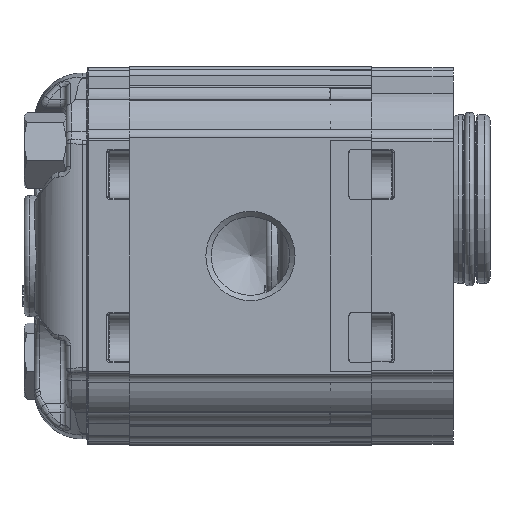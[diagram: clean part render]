
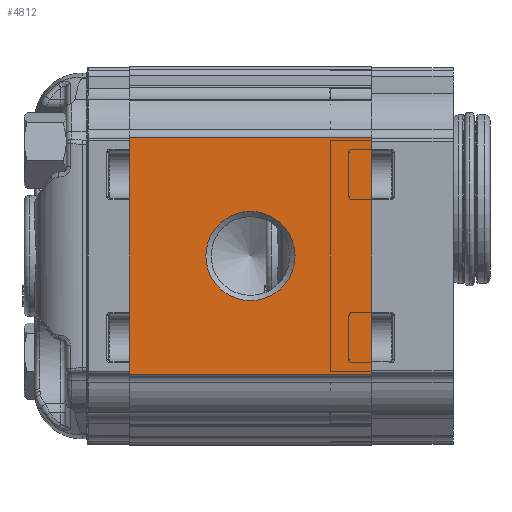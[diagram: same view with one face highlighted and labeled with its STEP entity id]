
A CAD part, left-side view. The second image highlights one B-rep face of the part: STEP entity #4812.
In plain terms, the highlighted planar face has unit normal (-1, 0, 0).
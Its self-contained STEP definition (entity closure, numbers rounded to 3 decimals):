
#4812 = ADVANCED_FACE( '', ( #10127, #10128 ), #10129, .T. );
#10127 = FACE_BOUND( '', #18931, .T. );
#10128 = FACE_OUTER_BOUND( '', #18932, .T. );
#10129 = PLANE( '', #18933 );
#18931 = EDGE_LOOP( '', ( #33589 ) );
#18932 = EDGE_LOOP( '', ( #33590, #33591, #33592, #33593 ) );
#18933 = AXIS2_PLACEMENT_3D( '', #33594, #33595, #33596 );
#33589 = ORIENTED_EDGE( '', *, *, #42773, .F. );
#33590 = ORIENTED_EDGE( '', *, *, #42136, .T. );
#33591 = ORIENTED_EDGE( '', *, *, #42774, .T. );
#33592 = ORIENTED_EDGE( '', *, *, #42564, .T. );
#33593 = ORIENTED_EDGE( '', *, *, #37255, .F. );
#33594 = CARTESIAN_POINT( '', ( -33., 126.409, 48.138 ) );
#33595 = DIRECTION( '', ( -1., 0., 0. ) );
#33596 = DIRECTION( '', ( 0., 0., 1. ) );
#37255 = EDGE_CURVE( '', #43939, #43941, #43942, .T. );
#42136 = EDGE_CURVE( '', #43939, #51205, #51206, .T. );
#42564 = EDGE_CURVE( '', #51701, #43941, #51702, .F. );
#42773 = EDGE_CURVE( '', #51943, #51943, #51944, .F. );
#42774 = EDGE_CURVE( '', #51205, #51701, #51945, .T. );
#43939 = VERTEX_POINT( '', #53463 );
#43941 = VERTEX_POINT( '', #53465 );
#43942 = LINE( '', #53466, #53467 );
#51205 = VERTEX_POINT( '', #68920 );
#51206 = LINE( '', #68921, #68922 );
#51701 = VERTEX_POINT( '', #70078 );
#51702 = LINE( '', #70079, #70080 );
#51943 = VERTEX_POINT( '', #70520 );
#51944 = CIRCLE( '', #70521, 8.475 );
#51945 = LINE( '', #70522, #70523 );
#53463 = CARTESIAN_POINT( '', ( -33., 46., -22.5 ) );
#53465 = CARTESIAN_POINT( '', ( -33., 46., 22.5 ) );
#53466 = CARTESIAN_POINT( '', ( -33., 46., -21.711 ) );
#53467 = VECTOR( '', #71902, 1000. );
#68920 = CARTESIAN_POINT( '', ( -33., 0., -22.5 ) );
#68921 = CARTESIAN_POINT( '', ( -33., 46., -22.5 ) );
#68922 = VECTOR( '', #77244, 1000. );
#70078 = CARTESIAN_POINT( '', ( -33., 0., 22.5 ) );
#70079 = CARTESIAN_POINT( '', ( -33., 46., 22.5 ) );
#70080 = VECTOR( '', #77650, 1000. );
#70520 = CARTESIAN_POINT( '', ( -33., 23., -8.475 ) );
#70521 = AXIS2_PLACEMENT_3D( '', #77833, #77834, #77835 );
#70522 = CARTESIAN_POINT( '', ( -33., 0., -21.711 ) );
#70523 = VECTOR( '', #77836, 1000. );
#71902 = DIRECTION( '', ( 0., 0., 1. ) );
#77244 = DIRECTION( '', ( 0., -1., 0. ) );
#77650 = DIRECTION( '', ( 0., -1., 0. ) );
#77833 = CARTESIAN_POINT( '', ( -33., 23., 0. ) );
#77834 = DIRECTION( '', ( 1., 0., 0. ) );
#77835 = DIRECTION( '', ( 0., 0., -1. ) );
#77836 = DIRECTION( '', ( 0., 0., 1. ) );
